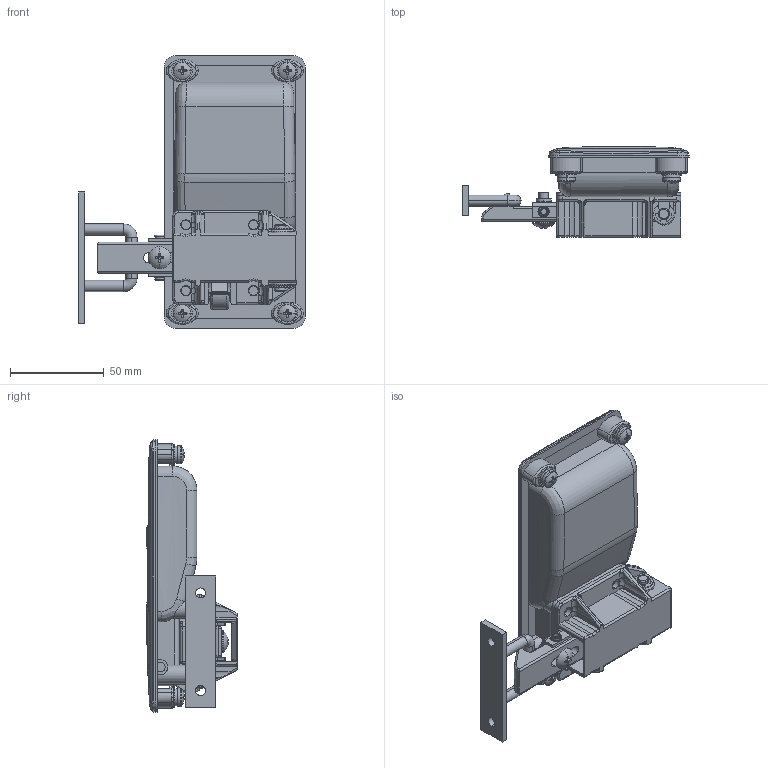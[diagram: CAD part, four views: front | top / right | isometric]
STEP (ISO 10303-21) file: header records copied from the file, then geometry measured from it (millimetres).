
FILE_DESCRIPTION (( 'STEP AP203' ), '1' );
FILE_NAME ('A-154N-C-R.STEP', '2023-05-30T02:48:54', ( '' ), ( '' ), 'SwSTEP 2.0', 'SolidWorks 2021', '' );
FILE_SCHEMA (( 'CONFIG_CONTROL_DESIGN' ));
Length unit declared in the file: millimetre
Products named in the file (20): 廫帤寠晅側傋偹偠M5僩儔僗_僩儔僗M5亊16; A-154NラッチケースA; A-154Nシャフト; A-154Nラッチ受け; R200_公開用_R200-4-3.5; A-154N本体; 廫帤寠晅側傋偹偠M5_M5亊12; A-154Nハンドル; 歯付座金M5外歯形; A-154Nƒnƒ“ƒhƒ‹ƒVƒƒƒtƒg; A-154Nラッチホルダー; A-154Nラッチ; Φ5用E形止め輪; A-154N-C-R; A-154Nロックプレート; オワンワッシャーL_公開用; 暯儚僢僔儍乕M5彫宆娵_M5亊冇11亊t0.8; スプリングワッシャーM5_JIS B 1251 No.2 5; A-154NラッチケースB; A-154NパッキンA
Assembly tree (32 placements, depth 2):
  A-154N-C-R
    A-154N本体
    A-154Nハンドル
    A-154Nラッチ
    A-154NラッチケースA
    A-154NラッチケースB
    A-154Nラッチ受け
    A-154Nシャフト
    A-154Nラッチホルダー
    Φ5用E形止め輪  x2
    オワンワッシャーL_公開用  x4
    廫帤寠晅側傋偹偠M5_M5亊12  x4
    スプリングワッシャーM5_JIS B 1251 No.2 5  x4
    暯儚僢僔儍乕M5彫宆娵_M5亊冇11亊t0.8  x4
    A-154Nƒnƒ“ƒhƒ‹ƒVƒƒƒtƒg
    歯付座金M5外歯形
    廫帤寠晅側傋偹偠M5僩儔僗_僩儔僗M5亊16
    R200_公開用_R200-4-3.5
    A-154NパッキンA
    A-154Nロックプレート
Bounding box: 120.5 x 48.21 x 145 mm (x, y, z)
Volume: 131302.4 mm3; surface area: 95230.8 mm2
Topology: 32 solids, 32 shells, 1348 faces, 3376 edges, 2086 vertices
Faces by surface type: cylinder 558, plane 434, bspline 144, torus 143, cone 37, sphere 32
Entity records: 42560 total; most frequent: CARTESIAN_POINT 14150, ORIENTED_EDGE 5594, DIRECTION 5368, EDGE_CURVE 2797, AXIS2_PLACEMENT_3D 2097, VERTEX_POINT 1734, EDGE_LOOP 1203, VECTOR 1174
